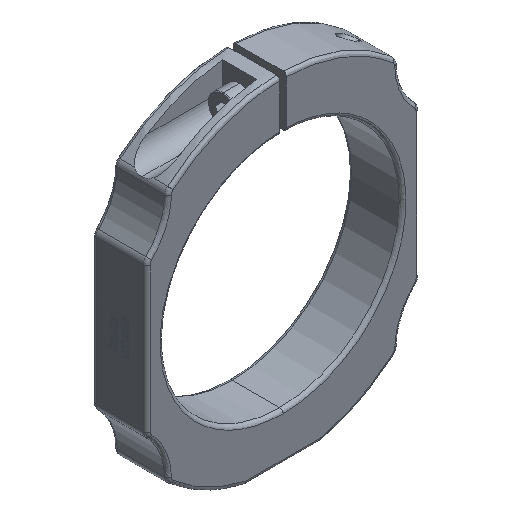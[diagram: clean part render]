
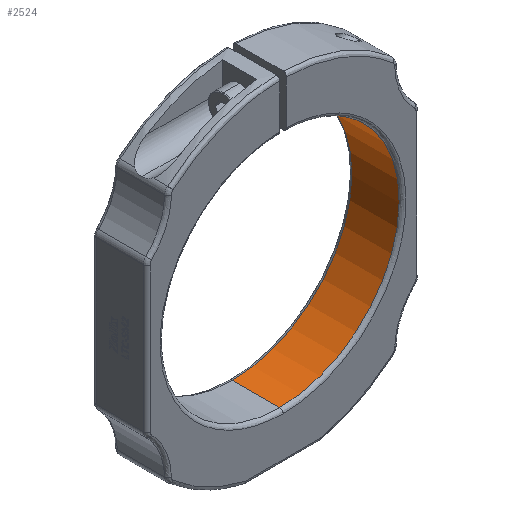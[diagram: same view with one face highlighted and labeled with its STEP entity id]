
A CAD part, isometric view. The second image highlights one B-rep face of the part: STEP entity #2524.
In plain terms, the highlighted cylindrical face has radius 28.05 mm (diameter 56.1 mm), a partial arc.
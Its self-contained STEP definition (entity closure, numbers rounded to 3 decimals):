
#327 = ORIENTED_EDGE ( 'NONE', *, *, #2385, .T. ) ;
#492 = DIRECTION ( 'NONE',  ( 0., 0., -1. ) ) ;
#572 = VERTEX_POINT ( 'NONE', #10647 ) ;
#778 = VERTEX_POINT ( 'NONE', #10438 ) ;
#2385 = EDGE_CURVE ( 'NONE', #572, #778, #9119, .T. ) ;
#2524 = ADVANCED_FACE ( 'NONE', ( #3290 ), #5415, .F. ) ;
#3264 = CIRCLE ( 'NONE', #8727, 28.05 ) ;
#3290 = FACE_OUTER_BOUND ( 'NONE', #10886, .T. ) ;
#3317 = EDGE_CURVE ( 'NONE', #12840, #11975, #8778, .T. ) ;
#3709 = DIRECTION ( 'NONE',  ( 0., 0., 1. ) ) ;
#3847 = CARTESIAN_POINT ( 'NONE',  ( 6.029, 3.353, -41.42 ) ) ;
#3875 = CARTESIAN_POINT ( 'NONE',  ( 6.829, -8.547, 14.669 ) ) ;
#4388 = DIRECTION ( 'NONE',  ( 0., -1., 0. ) ) ;
#4529 = VECTOR ( 'NONE', #5633, 1000. ) ;
#4705 = AXIS2_PLACEMENT_3D ( 'NONE', #10776, #10914, #492 ) ;
#4895 = AXIS2_PLACEMENT_3D ( 'NONE', #6365, #4388, #8421 ) ;
#5415 = CYLINDRICAL_SURFACE ( 'NONE', #4895, 28.05 ) ;
#5633 = DIRECTION ( 'NONE',  ( 0., 1., 0. ) ) ;
#6096 = VECTOR ( 'NONE', #8986, 1000. ) ;
#6365 = CARTESIAN_POINT ( 'NONE',  ( 6.029, 3.353, -13.37 ) ) ;
#6791 = CARTESIAN_POINT ( 'NONE',  ( 6.829, 2.553, 14.669 ) ) ;
#6947 = ORIENTED_EDGE ( 'NONE', *, *, #3317, .T. ) ;
#7901 = CARTESIAN_POINT ( 'NONE',  ( 6.829, -9.347, 14.669 ) ) ;
#8421 = DIRECTION ( 'NONE',  ( 0., 0., -1. ) ) ;
#8727 = AXIS2_PLACEMENT_3D ( 'NONE', #12897, #8909, #3709 ) ;
#8778 = LINE ( 'NONE', #7901, #4529 ) ;
#8909 = DIRECTION ( 'NONE',  ( 0., 1., 0. ) ) ;
#8986 = DIRECTION ( 'NONE',  ( 0., -1., 0. ) ) ;
#9077 = CIRCLE ( 'NONE', #4705, 28.05 ) ;
#9119 = LINE ( 'NONE', #3847, #6096 ) ;
#9475 = EDGE_CURVE ( 'NONE', #572, #11975, #9077, .T. ) ;
#9907 = EDGE_CURVE ( 'NONE', #12840, #778, #3264, .T. ) ;
#10438 = CARTESIAN_POINT ( 'NONE',  ( 6.029, -8.547, -41.42 ) ) ;
#10647 = CARTESIAN_POINT ( 'NONE',  ( 6.029, 2.553, -41.42 ) ) ;
#10776 = CARTESIAN_POINT ( 'NONE',  ( 6.029, 2.553, -13.37 ) ) ;
#10886 = EDGE_LOOP ( 'NONE', ( #12328, #327, #11234, #6947 ) ) ;
#10914 = DIRECTION ( 'NONE',  ( 0., -1., 0. ) ) ;
#11234 = ORIENTED_EDGE ( 'NONE', *, *, #9907, .F. ) ;
#11975 = VERTEX_POINT ( 'NONE', #6791 ) ;
#12328 = ORIENTED_EDGE ( 'NONE', *, *, #9475, .F. ) ;
#12840 = VERTEX_POINT ( 'NONE', #3875 ) ;
#12897 = CARTESIAN_POINT ( 'NONE',  ( 6.029, -8.547, -13.37 ) ) ;
